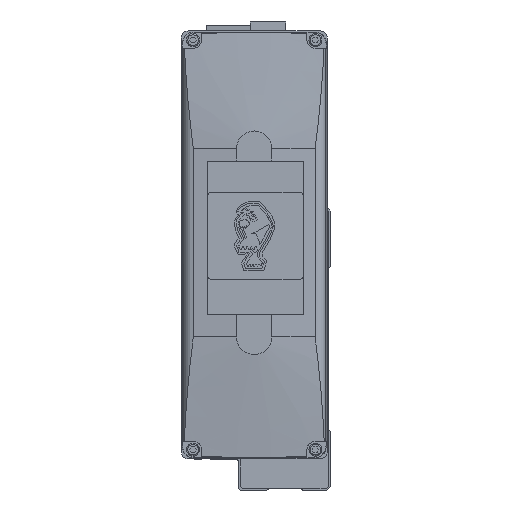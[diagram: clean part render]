
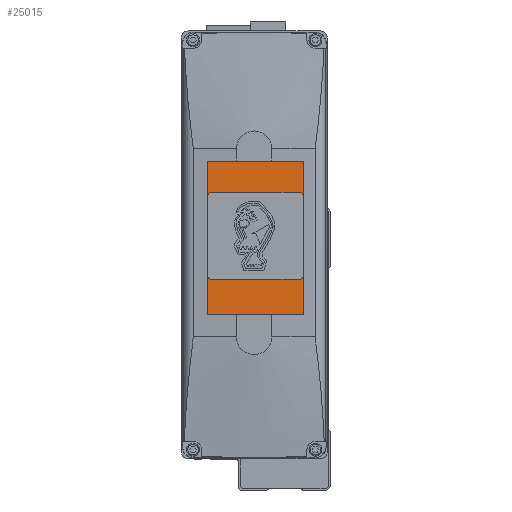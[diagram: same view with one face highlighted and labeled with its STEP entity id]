
A CAD part, left-side view. The second image highlights one B-rep face of the part: STEP entity #25015.
In plain terms, the highlighted planar face has unit normal (-1, 0, 0).
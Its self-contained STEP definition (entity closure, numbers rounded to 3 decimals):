
#922 = ORIENTED_EDGE ( 'NONE', *, *, #25353, .T. ) ;
#3168 = CARTESIAN_POINT ( 'NONE',  ( -43., 19.976, 14.734 ) ) ;
#5244 = EDGE_CURVE ( 'NONE', #15837, #10970, #22784, .T. ) ;
#5718 = CARTESIAN_POINT ( 'NONE',  ( -43., -21.024, 79.734 ) ) ;
#5747 = LINE ( 'NONE', #17759, #6121 ) ;
#6121 = VECTOR ( 'NONE', #8460, 1000. ) ;
#6722 = VECTOR ( 'NONE', #29450, 1000. ) ;
#6892 = EDGE_CURVE ( 'NONE', #22630, #15837, #22599, .T. ) ;
#7687 = VERTEX_POINT ( 'NONE', #27757 ) ;
#8460 = DIRECTION ( 'NONE',  ( 0., 0., 1. ) ) ;
#8650 = CARTESIAN_POINT ( 'NONE',  ( -43., 0., 0. ) ) ;
#8783 = EDGE_LOOP ( 'NONE', ( #23072, #30426, #12302, #922 ) ) ;
#10711 = FACE_OUTER_BOUND ( 'NONE', #8783, .T. ) ;
#10970 = VERTEX_POINT ( 'NONE', #3168 ) ;
#11498 = DIRECTION ( 'NONE',  ( 0., -1., 0. ) ) ;
#11897 = VECTOR ( 'NONE', #25132, 1000. ) ;
#12302 = ORIENTED_EDGE ( 'NONE', *, *, #23960, .T. ) ;
#12651 = VECTOR ( 'NONE', #11498, 1000. ) ;
#14303 = LINE ( 'NONE', #23944, #12651 ) ;
#15837 = VERTEX_POINT ( 'NONE', #30124 ) ;
#17759 = CARTESIAN_POINT ( 'NONE',  ( -43., -21.024, 14.734 ) ) ;
#18284 = DIRECTION ( 'NONE',  ( 1., 0., 0. ) ) ;
#20324 = PLANE ( 'NONE',  #23797 ) ;
#22599 = LINE ( 'NONE', #29888, #11897 ) ;
#22630 = VERTEX_POINT ( 'NONE', #5718 ) ;
#22784 = LINE ( 'NONE', #24841, #6722 ) ;
#23072 = ORIENTED_EDGE ( 'NONE', *, *, #6892, .T. ) ;
#23797 = AXIS2_PLACEMENT_3D ( 'NONE', #8650, #18284, #30012 ) ;
#23944 = CARTESIAN_POINT ( 'NONE',  ( -43., -21.024, 14.734 ) ) ;
#23960 = EDGE_CURVE ( 'NONE', #10970, #7687, #14303, .T. ) ;
#24841 = CARTESIAN_POINT ( 'NONE',  ( -43., 19.976, 14.734 ) ) ;
#25015 = ADVANCED_FACE ( 'NONE', ( #10711 ), #20324, .F. ) ;
#25132 = DIRECTION ( 'NONE',  ( 0., 1., 0. ) ) ;
#25353 = EDGE_CURVE ( 'NONE', #7687, #22630, #5747, .T. ) ;
#27757 = CARTESIAN_POINT ( 'NONE',  ( -43., -21.024, 14.734 ) ) ;
#29450 = DIRECTION ( 'NONE',  ( 0., 0., -1. ) ) ;
#29888 = CARTESIAN_POINT ( 'NONE',  ( -43., -21.024, 79.734 ) ) ;
#30012 = DIRECTION ( 'NONE',  ( 0., 0., -1. ) ) ;
#30124 = CARTESIAN_POINT ( 'NONE',  ( -43., 19.976, 79.734 ) ) ;
#30426 = ORIENTED_EDGE ( 'NONE', *, *, #5244, .T. ) ;
